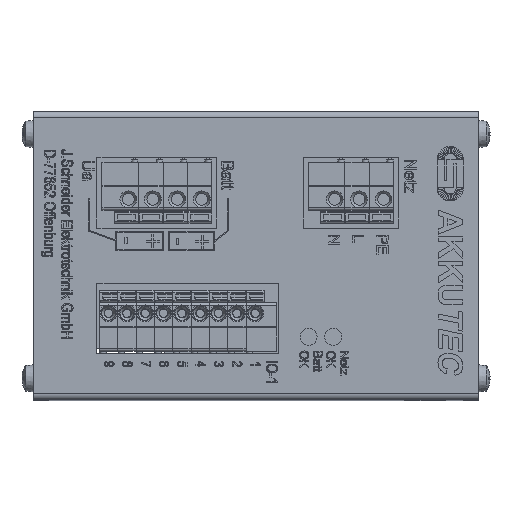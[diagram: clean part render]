
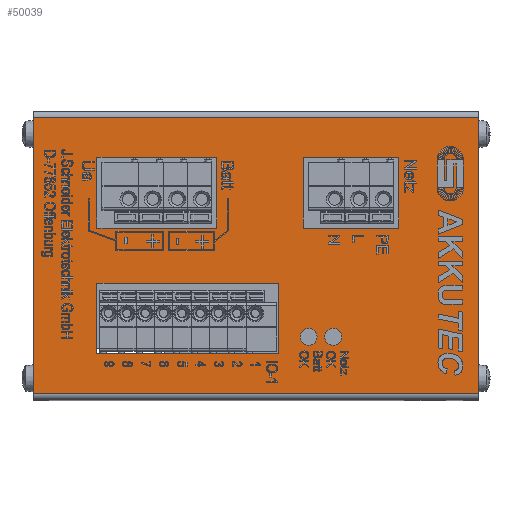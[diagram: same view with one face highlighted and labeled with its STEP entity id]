
A CAD part, top view. The second image highlights one B-rep face of the part: STEP entity #50039.
In plain terms, the highlighted face is planar.
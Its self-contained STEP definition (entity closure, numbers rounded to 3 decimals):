
#3277=FACE_BOUND('',#8938,.T.);
#3278=FACE_BOUND('',#8939,.T.);
#3279=FACE_BOUND('',#8940,.T.);
#3280=FACE_BOUND('',#8941,.T.);
#3281=FACE_BOUND('',#8942,.T.);
#4010=PLANE('',#53467);
#6021=FACE_OUTER_BOUND('',#8937,.T.);
#8937=EDGE_LOOP('',(#39035,#39036,#39037,#39038));
#8938=EDGE_LOOP('',(#39039));
#8939=EDGE_LOOP('',(#39040));
#8940=EDGE_LOOP('',(#39041,#39042,#39043,#39044));
#8941=EDGE_LOOP('',(#39045,#39046,#39047,#39048));
#8942=EDGE_LOOP('',(#39049,#39050,#39051,#39052));
#12815=LINE('',#72268,#18088);
#12818=LINE('',#72285,#18091);
#12821=LINE('',#72302,#18094);
#12825=LINE('',#72310,#18098);
#12828=LINE('',#72316,#18101);
#12831=LINE('',#72321,#18104);
#12833=LINE('',#72326,#18106);
#12837=LINE('',#72334,#18110);
#12840=LINE('',#72340,#18113);
#12843=LINE('',#72345,#18116);
#12845=LINE('',#72350,#18118);
#12849=LINE('',#72358,#18122);
#12852=LINE('',#72364,#18125);
#12855=LINE('',#72369,#18128);
#12857=LINE('',#72372,#18130);
#12858=LINE('',#72374,#18131);
#18088=VECTOR('',#59209,57.4);
#18091=VECTOR('',#59228,57.4);
#18094=VECTOR('',#59247,24.9);
#18098=VECTOR('',#59253,14.7);
#18101=VECTOR('',#59258,24.9);
#18104=VECTOR('',#59263,14.7);
#18106=VECTOR('',#59267,19.8);
#18110=VECTOR('',#59273,14.7);
#18113=VECTOR('',#59278,19.8);
#18116=VECTOR('',#59283,14.7);
#18118=VECTOR('',#59287,37.8);
#18122=VECTOR('',#59293,14.6);
#18125=VECTOR('',#59298,37.8);
#18128=VECTOR('',#59303,14.6);
#18130=VECTOR('',#59307,92.5);
#18131=VECTOR('',#59310,92.5);
#21877=CIRCLE('',#53450,1.75);
#21879=CIRCLE('',#53453,1.75);
#23825=VERTEX_POINT('',#72265);
#23826=VERTEX_POINT('',#72267);
#23831=VERTEX_POINT('',#72282);
#23832=VERTEX_POINT('',#72284);
#23834=VERTEX_POINT('',#72290);
#23836=VERTEX_POINT('',#72296);
#23837=VERTEX_POINT('',#72300);
#23838=VERTEX_POINT('',#72301);
#23841=VERTEX_POINT('',#72309);
#23843=VERTEX_POINT('',#72315);
#23845=VERTEX_POINT('',#72324);
#23846=VERTEX_POINT('',#72325);
#23849=VERTEX_POINT('',#72333);
#23851=VERTEX_POINT('',#72339);
#23853=VERTEX_POINT('',#72348);
#23854=VERTEX_POINT('',#72349);
#23857=VERTEX_POINT('',#72357);
#23859=VERTEX_POINT('',#72363);
#29419=EDGE_CURVE('',#23825,#23826,#12815,.T.);
#29428=EDGE_CURVE('',#23832,#23831,#12818,.T.);
#29432=EDGE_CURVE('',#23834,#23834,#21877,.T.);
#29435=EDGE_CURVE('',#23836,#23836,#21879,.T.);
#29436=EDGE_CURVE('',#23837,#23838,#12821,.T.);
#29440=EDGE_CURVE('',#23841,#23837,#12825,.T.);
#29443=EDGE_CURVE('',#23843,#23841,#12828,.T.);
#29446=EDGE_CURVE('',#23838,#23843,#12831,.T.);
#29448=EDGE_CURVE('',#23845,#23846,#12833,.T.);
#29452=EDGE_CURVE('',#23849,#23845,#12837,.T.);
#29455=EDGE_CURVE('',#23851,#23849,#12840,.T.);
#29458=EDGE_CURVE('',#23846,#23851,#12843,.T.);
#29460=EDGE_CURVE('',#23853,#23854,#12845,.T.);
#29464=EDGE_CURVE('',#23857,#23853,#12849,.T.);
#29467=EDGE_CURVE('',#23859,#23857,#12852,.T.);
#29470=EDGE_CURVE('',#23854,#23859,#12855,.T.);
#29472=EDGE_CURVE('',#23831,#23826,#12857,.T.);
#29473=EDGE_CURVE('',#23832,#23825,#12858,.T.);
#39035=ORIENTED_EDGE('',*,*,#29428,.T.);
#39036=ORIENTED_EDGE('',*,*,#29472,.T.);
#39037=ORIENTED_EDGE('',*,*,#29419,.F.);
#39038=ORIENTED_EDGE('',*,*,#29473,.F.);
#39039=ORIENTED_EDGE('',*,*,#29432,.T.);
#39040=ORIENTED_EDGE('',*,*,#29435,.T.);
#39041=ORIENTED_EDGE('',*,*,#29436,.T.);
#39042=ORIENTED_EDGE('',*,*,#29446,.T.);
#39043=ORIENTED_EDGE('',*,*,#29443,.T.);
#39044=ORIENTED_EDGE('',*,*,#29440,.T.);
#39045=ORIENTED_EDGE('',*,*,#29448,.T.);
#39046=ORIENTED_EDGE('',*,*,#29458,.T.);
#39047=ORIENTED_EDGE('',*,*,#29455,.T.);
#39048=ORIENTED_EDGE('',*,*,#29452,.T.);
#39049=ORIENTED_EDGE('',*,*,#29460,.T.);
#39050=ORIENTED_EDGE('',*,*,#29470,.T.);
#39051=ORIENTED_EDGE('',*,*,#29467,.T.);
#39052=ORIENTED_EDGE('',*,*,#29464,.T.);
#50039=ADVANCED_FACE('',(#6021,#3277,#3278,#3279,#3280,#3281),#4010,.T.);
#53450=AXIS2_PLACEMENT_3D('',#72292,#59236,#59237);
#53453=AXIS2_PLACEMENT_3D('',#72298,#59243,#59244);
#53467=AXIS2_PLACEMENT_3D('',#72373,#59308,#59309);
#59209=DIRECTION('',(0.,0.,1.));
#59228=DIRECTION('',(0.,0.,1.));
#59236=DIRECTION('center_axis',(1.,0.,0.));
#59237=DIRECTION('ref_axis',(0.,0.,1.));
#59243=DIRECTION('center_axis',(1.,0.,0.));
#59244=DIRECTION('ref_axis',(0.,0.,1.));
#59247=DIRECTION('',(0.,-1.,0.));
#59253=DIRECTION('',(0.,0.,1.));
#59258=DIRECTION('',(0.,1.,0.));
#59263=DIRECTION('',(0.,0.,-1.));
#59267=DIRECTION('',(0.,1.,0.));
#59273=DIRECTION('',(0.,0.,-1.));
#59278=DIRECTION('',(0.,-1.,0.));
#59283=DIRECTION('',(0.,0.,1.));
#59287=DIRECTION('',(0.,1.,0.));
#59293=DIRECTION('',(0.,0.,-1.));
#59298=DIRECTION('',(0.,-1.,0.));
#59303=DIRECTION('',(0.,0.,1.));
#59307=DIRECTION('',(0.,1.,0.));
#59308=DIRECTION('center_axis',(-1.,0.,0.));
#59309=DIRECTION('ref_axis',(0.,0.,1.));
#59310=DIRECTION('',(0.,1.,0.));
#72265=CARTESIAN_POINT('',(-112.4,92.5,-57.9));
#72267=CARTESIAN_POINT('',(-112.4,92.5,-0.5));
#72268=CARTESIAN_POINT('',(-112.4,92.5,-57.9));
#72282=CARTESIAN_POINT('',(-112.4,0.,-0.5));
#72284=CARTESIAN_POINT('',(-112.4,0.,-57.9));
#72285=CARTESIAN_POINT('',(-112.4,0.,-57.9));
#72290=CARTESIAN_POINT('',(-112.4,30.2,-47.85));
#72292=CARTESIAN_POINT('Origin',(-112.4,30.2,-46.1));
#72296=CARTESIAN_POINT('',(-112.4,35.3,-47.85));
#72298=CARTESIAN_POINT('Origin',(-112.4,35.3,-46.1));
#72300=CARTESIAN_POINT('',(-112.4,79.3,-8.8));
#72301=CARTESIAN_POINT('',(-112.4,54.4,-8.8));
#72302=CARTESIAN_POINT('',(-112.4,39.65,-8.8));
#72309=CARTESIAN_POINT('',(-112.4,79.3,-23.5));
#72310=CARTESIAN_POINT('',(-112.4,79.3,-40.7));
#72315=CARTESIAN_POINT('',(-112.4,54.4,-23.5));
#72316=CARTESIAN_POINT('',(-112.4,27.2,-23.5));
#72321=CARTESIAN_POINT('',(-112.4,54.4,-33.35));
#72324=CARTESIAN_POINT('',(-112.4,16.6,-23.5));
#72325=CARTESIAN_POINT('',(-112.4,36.4,-23.5));
#72326=CARTESIAN_POINT('',(-112.4,8.3,-23.5));
#72333=CARTESIAN_POINT('',(-112.4,16.6,-8.8));
#72334=CARTESIAN_POINT('',(-112.4,16.6,-33.35));
#72339=CARTESIAN_POINT('',(-112.4,36.4,-8.8));
#72340=CARTESIAN_POINT('',(-112.4,18.2,-8.8));
#72345=CARTESIAN_POINT('',(-112.4,36.4,-40.7));
#72348=CARTESIAN_POINT('',(-112.4,41.5,-49.6));
#72349=CARTESIAN_POINT('',(-112.4,79.3,-49.6));
#72350=CARTESIAN_POINT('',(-112.4,20.75,-49.6));
#72357=CARTESIAN_POINT('',(-112.4,41.5,-35.));
#72358=CARTESIAN_POINT('',(-112.4,41.5,-46.45));
#72363=CARTESIAN_POINT('',(-112.4,79.3,-35.));
#72364=CARTESIAN_POINT('',(-112.4,39.65,-35.));
#72369=CARTESIAN_POINT('',(-112.4,79.3,-53.75));
#72372=CARTESIAN_POINT('',(-112.4,0.,-0.5));
#72373=CARTESIAN_POINT('Origin',(-112.4,0.,-57.9));
#72374=CARTESIAN_POINT('',(-112.4,0.,-57.9));
